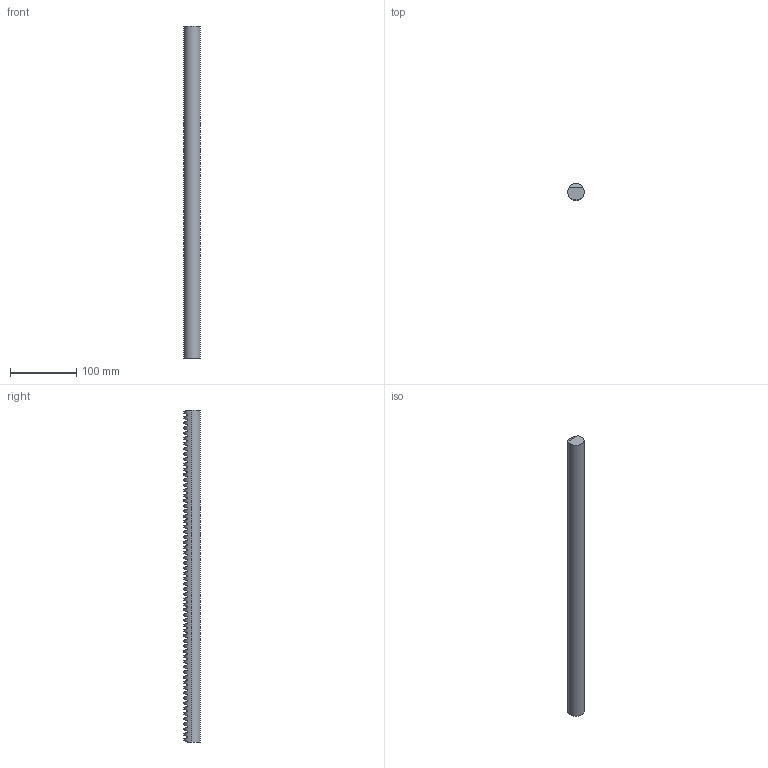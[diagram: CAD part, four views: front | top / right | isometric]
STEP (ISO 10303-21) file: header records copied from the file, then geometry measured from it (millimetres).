
FILE_DESCRIPTION (( 'STEP AP214' ), '1' );
FILE_NAME ('141-625-050.STEP', '2024-11-04T09:06:20', ( '' ), ( '' ), 'SwSTEP 2.0', 'SolidWorks 2021', '' );
FILE_SCHEMA (( 'AUTOMOTIVE_DESIGN' ));
Length unit declared in the file: millimetre
Products named in the file (1): 141-625-050
Bounding box: 25 x 24.98 x 502.15 mm (x, y, z)
Volume: 228933 mm3; surface area: 46868.4 mm2
Topology: 1 solids, 1 shells, 197 faces, 396 edges, 264 vertices
Faces by surface type: plane 195, cylinder 2
Entity records: 5050 total; most frequent: CARTESIAN_POINT 1242, ORIENTED_EDGE 792, DIRECTION 670, EDGE_CURVE 396, VERTEX_POINT 264, VECTOR 262, LINE 262, EDGE_LOOP 260
